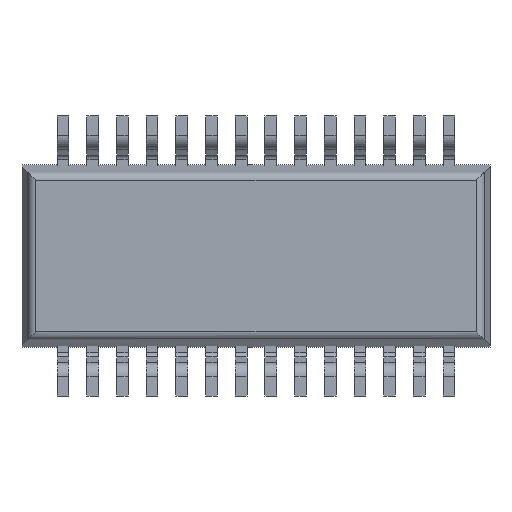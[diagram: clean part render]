
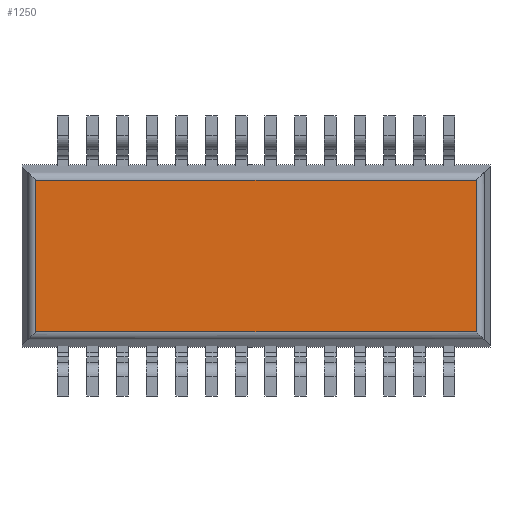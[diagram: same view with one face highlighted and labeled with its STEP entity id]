
A CAD part, front view. The second image highlights one B-rep face of the part: STEP entity #1250.
In plain terms, the highlighted planar face has unit normal (0, -1, 0).
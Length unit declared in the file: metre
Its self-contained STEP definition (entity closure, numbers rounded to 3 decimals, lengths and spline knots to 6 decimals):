
#1250 = ADVANCED_FACE( '', ( #2545 ), #2546, .T. );
#2545 = FACE_OUTER_BOUND( '', #3936, .T. );
#2546 = PLANE( '', #3937 );
#3936 = EDGE_LOOP( '', ( #7237, #7238, #7239, #7240 ) );
#3937 = AXIS2_PLACEMENT_3D( '', #7241, #7242, #7243 );
#7237 = ORIENTED_EDGE( '', *, *, #9088, .T. );
#7238 = ORIENTED_EDGE( '', *, *, #9149, .T. );
#7239 = ORIENTED_EDGE( '', *, *, #9003, .T. );
#7240 = ORIENTED_EDGE( '', *, *, #8979, .T. );
#7241 = CARTESIAN_POINT( '', ( -0.000753, 0.00025, -0.00124 ) );
#7242 = DIRECTION( '', ( 0., -1., 0. ) );
#7243 = DIRECTION( '', ( 0., 0., -1. ) );
#8979 = EDGE_CURVE( '', #11089, #11087, #11090, .F. );
#9003 = EDGE_CURVE( '', #11123, #11089, #11124, .F. );
#9088 = EDGE_CURVE( '', #11087, #11232, #11234, .T. );
#9149 = EDGE_CURVE( '', #11232, #11123, #11308, .T. );
#11087 = VERTEX_POINT( '', #13906 );
#11089 = VERTEX_POINT( '', #13908 );
#11090 = LINE( '', #13909, #13910 );
#11123 = VERTEX_POINT( '', #13956 );
#11124 = LINE( '', #13957, #13958 );
#11232 = VERTEX_POINT( '', #14109 );
#11234 = LINE( '', #14111, #14112 );
#11308 = LINE( '', #14219, #14220 );
#13906 = CARTESIAN_POINT( '', ( -0.000454, 0.00025, -0.004613 ) );
#13908 = CARTESIAN_POINT( '', ( -0.000454, 0.00025, -0.001377 ) );
#13909 = CARTESIAN_POINT( '', ( -0.000454, 0.00025, -0.00124 ) );
#13910 = VECTOR( '', #15809, 1. );
#13956 = CARTESIAN_POINT( '', ( 0.008959, 0.00025, -0.001377 ) );
#13957 = CARTESIAN_POINT( '', ( -0.000753, 0.00025, -0.001377 ) );
#13958 = VECTOR( '', #15835, 1. );
#14109 = CARTESIAN_POINT( '', ( 0.008959, 0.00025, -0.004613 ) );
#14111 = CARTESIAN_POINT( '', ( -0.000753, 0.00025, -0.004613 ) );
#14112 = VECTOR( '', #15924, 1. );
#14219 = CARTESIAN_POINT( '', ( 0.008959, 0.00025, -0.00124 ) );
#14220 = VECTOR( '', #15982, 1. );
#15809 = DIRECTION( '', ( 0., 0., 1. ) );
#15835 = DIRECTION( '', ( 1., 0., 0. ) );
#15924 = DIRECTION( '', ( 1., 0., 0. ) );
#15982 = DIRECTION( '', ( 0., 0., 1. ) );
